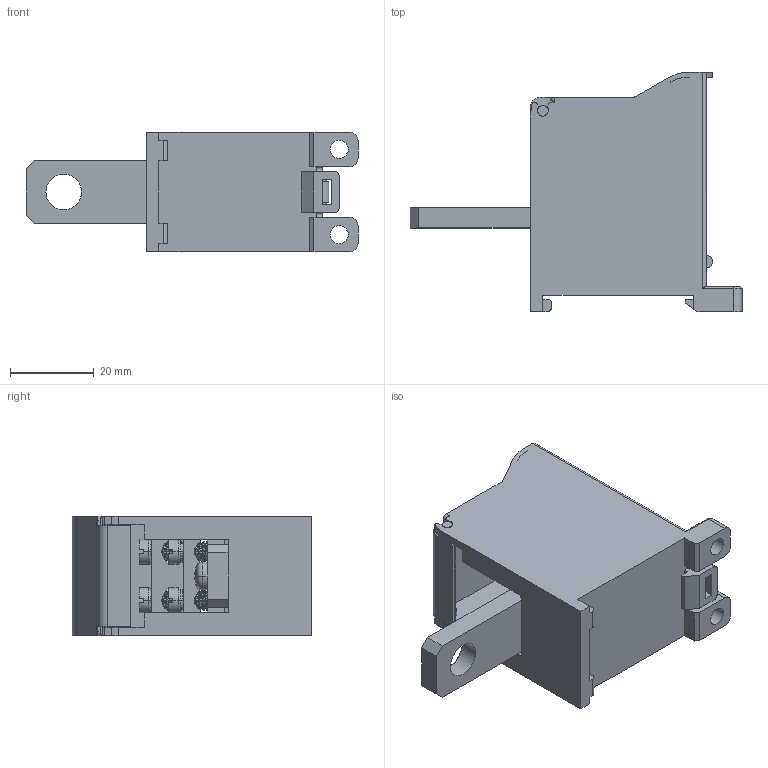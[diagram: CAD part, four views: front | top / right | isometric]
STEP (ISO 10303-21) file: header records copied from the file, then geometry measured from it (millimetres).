
FILE_DESCRIPTION((''),'2;1');
FILE_NAME('8YB754779-2','2024-09-06T',('ASUS'),(''),'PRO/ENGINEER BY PARAMETRIC TECHNOLOGY CORPORATION, 2013230','PRO/ENGINEER BY PARAMETRIC TECHNOLOGY CORPORATION, 2013230','');
FILE_SCHEMA(('CONFIG_CONTROL_DESIGN'));
Products named in the file (1): 8YB754779-2
Bounding box: 79.2 x 57.2 x 28.5 mm (x, y, z)
Volume: 39190.2 mm3; surface area: 21127.9 mm2
Topology: 1 solids, 4 shells, 630 faces, 1825 edges, 1178 vertices
Faces by surface type: cylinder 257, plane 216, bspline 99, cone 32, torus 16, sphere 10
Entity records: 40584 total; most frequent: CARTESIAN_POINT 25001, ORIENTED_EDGE 3630, DIRECTION 2706, EDGE_CURVE 1815, VERTEX_POINT 1178, AXIS2_PLACEMENT_3D 930, VECTOR 846, LINE 846
